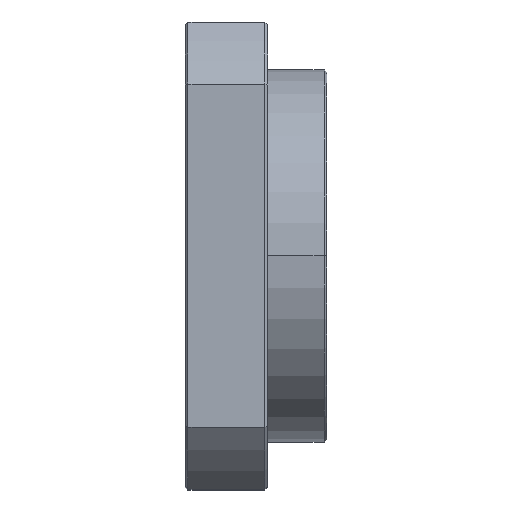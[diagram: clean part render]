
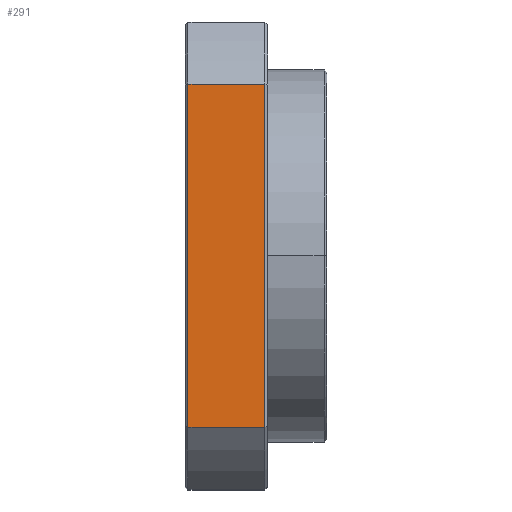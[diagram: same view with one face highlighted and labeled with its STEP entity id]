
A CAD part, top view. The second image highlights one B-rep face of the part: STEP entity #291.
In plain terms, the highlighted planar face has unit normal (0, 0, 1).
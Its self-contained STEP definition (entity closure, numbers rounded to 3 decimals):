
#11 = EDGE_CURVE ( 'NONE', #3494, #3461, #1021, .T. ) ;
#36 = EDGE_CURVE ( 'NONE', #3470, #3503, #1271, .T. ) ;
#37 = EDGE_CURVE ( 'NONE', #3461, #3503, #1256, .T. ) ;
#40 = EDGE_CURVE ( 'NONE', #3494, #3470, #1274, .T. ) ;
#291 = ADVANCED_FACE ( 'NONE', ( #1603 ), #2030, .T. ) ;
#505 = ORIENTED_EDGE ( 'NONE', *, *, #40, .F. ) ;
#506 = ORIENTED_EDGE ( 'NONE', *, *, #11, .T. ) ;
#507 = ORIENTED_EDGE ( 'NONE', *, *, #37, .T. ) ;
#508 = ORIENTED_EDGE ( 'NONE', *, *, #36, .F. ) ;
#874 = EDGE_LOOP ( 'NONE', ( #505, #506, #507, #508 ) ) ;
#1017 = VECTOR ( 'NONE', #3538, 1000. ) ;
#1021 = LINE ( 'NONE', #3523, #1017 ) ;
#1256 = LINE ( 'NONE', #3615, #1273 ) ;
#1267 = VECTOR ( 'NONE', #3617, 1000. ) ;
#1271 = LINE ( 'NONE', #3603, #1267 ) ;
#1273 = VECTOR ( 'NONE', #3619, 1000. ) ;
#1274 = LINE ( 'NONE', #3622, #1278 ) ;
#1278 = VECTOR ( 'NONE', #3625, 1000. ) ;
#1603 = FACE_OUTER_BOUND ( 'NONE', #874, .T. ) ;
#2029 = CARTESIAN_POINT ( 'NONE',  ( 50., -39.5, 39.5 ) ) ;
#2030 = PLANE ( 'NONE',  #2961 ) ;
#2032 = DIRECTION ( 'NONE',  ( 0., 0., 1. ) ) ;
#2033 = DIRECTION ( 'NONE',  ( 1., 0., 0. ) ) ;
#2859 = CARTESIAN_POINT ( 'NONE',  ( 13.5, 28.996, 39.5 ) ) ;
#2868 = CARTESIAN_POINT ( 'NONE',  ( 0.5, -28.996, 39.5 ) ) ;
#2892 = CARTESIAN_POINT ( 'NONE',  ( 13.5, -28.996, 39.5 ) ) ;
#2901 = CARTESIAN_POINT ( 'NONE',  ( 0.5, 28.996, 39.5 ) ) ;
#2961 = AXIS2_PLACEMENT_3D ( 'NONE', #2029, #2032, #2033 ) ;
#3461 = VERTEX_POINT ( 'NONE', #2859 ) ;
#3470 = VERTEX_POINT ( 'NONE', #2868 ) ;
#3494 = VERTEX_POINT ( 'NONE', #2892 ) ;
#3503 = VERTEX_POINT ( 'NONE', #2901 ) ;
#3523 = CARTESIAN_POINT ( 'NONE',  ( 13.5, -39.5, 39.5 ) ) ;
#3538 = DIRECTION ( 'NONE',  ( 0., 1., 0. ) ) ;
#3603 = CARTESIAN_POINT ( 'NONE',  ( 0.5, -39.5, 39.5 ) ) ;
#3615 = CARTESIAN_POINT ( 'NONE',  ( 50., 28.996, 39.5 ) ) ;
#3617 = DIRECTION ( 'NONE',  ( 0., 1., 0. ) ) ;
#3619 = DIRECTION ( 'NONE',  ( -1., 0., 0. ) ) ;
#3622 = CARTESIAN_POINT ( 'NONE',  ( -81.647, -28.996, 39.5 ) ) ;
#3625 = DIRECTION ( 'NONE',  ( -1., 0., 0. ) ) ;
